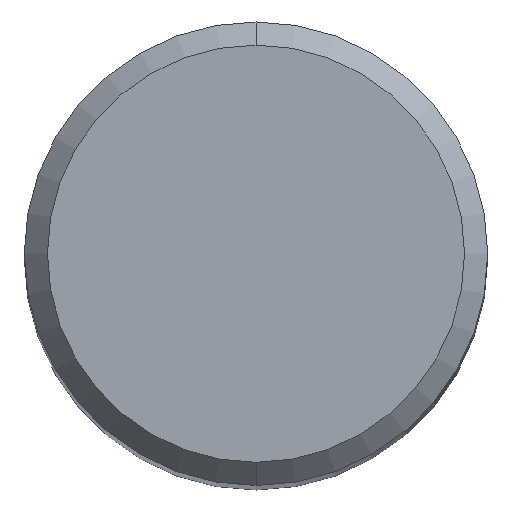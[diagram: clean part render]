
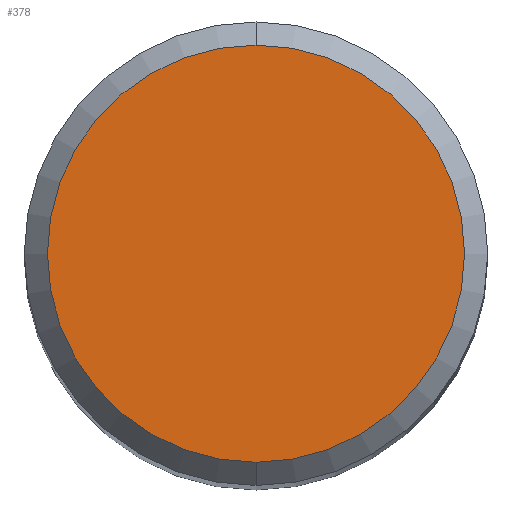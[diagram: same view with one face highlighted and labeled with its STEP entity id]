
A CAD part, top view. The second image highlights one B-rep face of the part: STEP entity #378.
In plain terms, the highlighted planar face has unit normal (0, 0, 1).
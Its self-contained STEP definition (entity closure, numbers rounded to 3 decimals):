
#180=EDGE_CURVE('',#316,#452,#483,.T.);
#298=EDGE_CURVE('',#452,#316,#615,.T.);
#316=VERTEX_POINT('',#634);
#378=ADVANCED_FACE('',(#702),#703,.T.);
#452=VERTEX_POINT('',#783);
#483=CIRCLE('',#808,4.5);
#615=CIRCLE('',#1090,4.5);
#634=CARTESIAN_POINT('',(0.0,4.5,0.0));
#702=FACE_OUTER_BOUND('',#1296,.T.);
#703=PLANE('',#1297);
#783=CARTESIAN_POINT('',(0.,-4.5,0.0));
#808=AXIS2_PLACEMENT_3D('',#1474,#1475,#1476);
#1090=AXIS2_PLACEMENT_3D('',#1630,#1631,#1632);
#1296=EDGE_LOOP('',(#1714,#1715));
#1297=AXIS2_PLACEMENT_3D('',#1716,#1717,#1718);
#1474=CARTESIAN_POINT('',(0.0,0.0,0.0));
#1475=DIRECTION('',(0.0,0.0,-1.0));
#1476=DIRECTION('',(0.0,1.0,0.0));
#1630=CARTESIAN_POINT('',(0.0,0.0,0.0));
#1631=DIRECTION('',(0.0,0.0,-1.0));
#1632=DIRECTION('',(0.0,1.0,0.0));
#1714=ORIENTED_EDGE('',*,*,#180,.F.);
#1715=ORIENTED_EDGE('',*,*,#298,.F.);
#1716=CARTESIAN_POINT('',(0.0,2.25,0.0));
#1717=DIRECTION('',(-0.0,0.0,1.0));
#1718=DIRECTION('',(0.0,-1.0,0.0));
